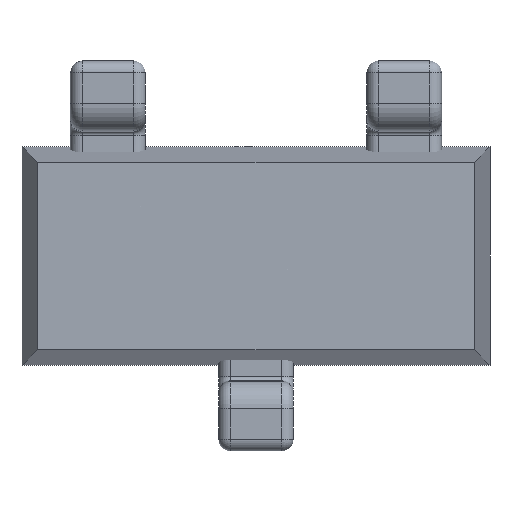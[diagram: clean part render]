
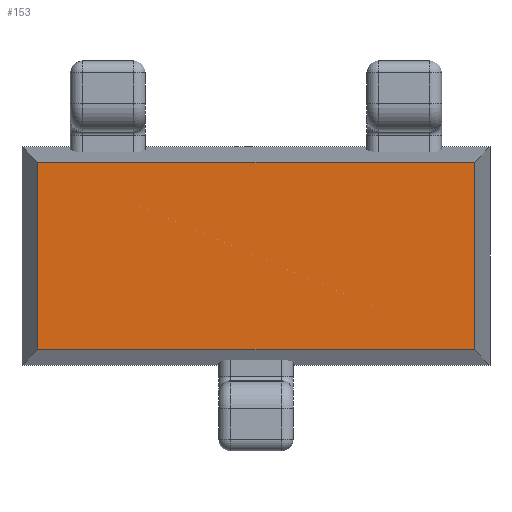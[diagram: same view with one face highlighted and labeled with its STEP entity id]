
A CAD part, front view. The second image highlights one B-rep face of the part: STEP entity #153.
In plain terms, the highlighted planar face has unit normal (0, -1, 0).
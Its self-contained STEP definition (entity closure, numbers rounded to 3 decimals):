
#153=ADVANCED_FACE('',(#1050),#1052,.F.);
#1050=FACE_BOUND('',#1051,.T.);
#1051=EDGE_LOOP('',(#1682,#1683,#1684,#1685));
#1052=PLANE('',#1053);
#1053=AXIS2_PLACEMENT_3D('',#1054,#1055,#1056);
#1054=CARTESIAN_POINT('',(0.,0.1,0.));
#1055=DIRECTION('',(0.,1.,0.));
#1056=DIRECTION('',(1.,0.,0.));
#1682=ORIENTED_EDGE('',*,*,#2020,.F.);
#1683=ORIENTED_EDGE('',*,*,#2024,.F.);
#1684=ORIENTED_EDGE('',*,*,#2027,.F.);
#1685=ORIENTED_EDGE('',*,*,#2029,.F.);
#2020=EDGE_CURVE('',#2197,#2199,#2200,.T.);
#2024=EDGE_CURVE('',#2204,#2197,#2206,.T.);
#2027=EDGE_CURVE('',#2209,#2204,#2211,.T.);
#2029=EDGE_CURVE('',#2199,#2209,#2213,.T.);
#2197=VERTEX_POINT('',#2471);
#2199=VERTEX_POINT('',#2475);
#2200=LINE('',#2476,#2477);
#2204=VERTEX_POINT('',#2486);
#2206=LINE('',#2490,#2491);
#2209=VERTEX_POINT('',#2497);
#2211=LINE('',#2501,#2502);
#2213=LINE('',#2507,#2508);
#2471=CARTESIAN_POINT('',(1.4,0.1,-0.6));
#2475=CARTESIAN_POINT('',(-1.4,0.1,-0.6));
#2476=CARTESIAN_POINT('',(1.4,0.1,-0.6));
#2477=VECTOR('',#2478,1.);
#2478=DIRECTION('',(-1.,0.,0.));
#2486=CARTESIAN_POINT('',(1.4,0.1,0.6));
#2490=CARTESIAN_POINT('',(1.4,0.1,0.6));
#2491=VECTOR('',#2492,1.);
#2492=DIRECTION('',(0.,0.,-1.));
#2497=CARTESIAN_POINT('',(-1.4,0.1,0.6));
#2501=CARTESIAN_POINT('',(-1.4,0.1,0.6));
#2502=VECTOR('',#2503,1.);
#2503=DIRECTION('',(1.,0.,0.));
#2507=CARTESIAN_POINT('',(-1.4,0.1,-0.6));
#2508=VECTOR('',#2509,1.);
#2509=DIRECTION('',(0.,0.,1.));
